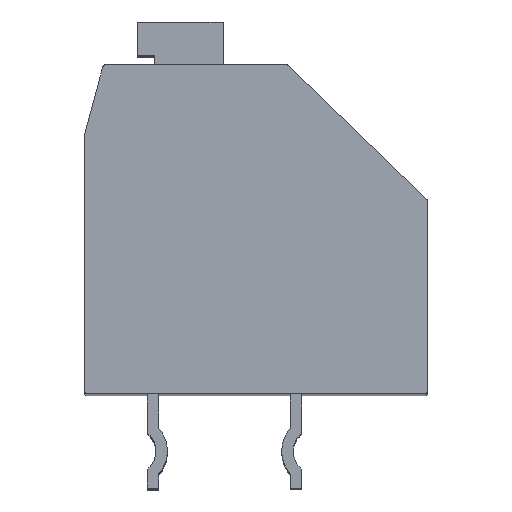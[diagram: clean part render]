
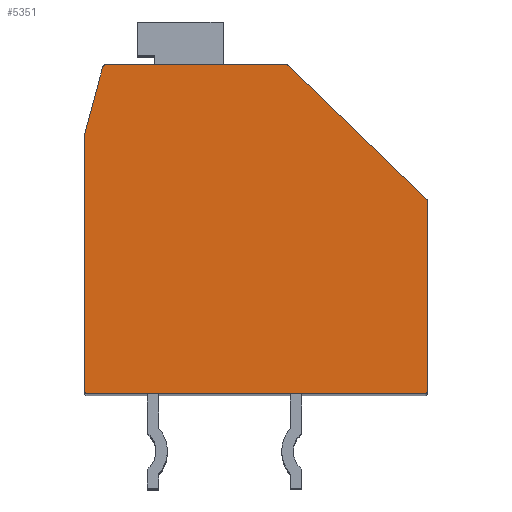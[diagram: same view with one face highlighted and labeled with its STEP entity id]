
A CAD part, top view. The second image highlights one B-rep face of the part: STEP entity #5351.
In plain terms, the highlighted planar face has unit normal (0, 0, 1).
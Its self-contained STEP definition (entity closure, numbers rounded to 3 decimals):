
#327=CARTESIAN_POINT('',(5.9,0.978,2.75));
#328=DIRECTION('',(0.,0.,1.));
#329=DIRECTION('',(1.,0.,0.));
#330=AXIS2_PLACEMENT_3D('',#327,#328,#329);
#332=DIRECTION('',(0.,1.,0.));
#333=VECTOR('',#332,6.628);
#334=CARTESIAN_POINT('',(6.,-5.65,2.75));
#335=LINE('',#334,#333);
#336=CARTESIAN_POINT('',(5.9,-5.65,2.75));
#337=DIRECTION('',(0.,0.,1.));
#338=DIRECTION('',(0.,-1.,0.));
#339=AXIS2_PLACEMENT_3D('',#336,#337,#338);
#341=DIRECTION('',(1.,0.,0.));
#342=VECTOR('',#341,11.8);
#343=CARTESIAN_POINT('',(-5.9,-5.75,2.75));
#344=LINE('',#343,#342);
#345=CARTESIAN_POINT('',(-5.9,-5.65,2.75));
#346=DIRECTION('',(0.,0.,1.));
#347=DIRECTION('',(-1.,0.,0.));
#348=AXIS2_PLACEMENT_3D('',#345,#346,#347);
#350=DIRECTION('',(0.,-1.,0.));
#351=VECTOR('',#350,8.937);
#352=CARTESIAN_POINT('',(-6.,3.287,2.75));
#353=LINE('',#352,#351);
#354=CARTESIAN_POINT('',(-5.9,3.287,2.75));
#355=DIRECTION('',(0.,0.,-1.));
#356=DIRECTION('',(-1.,0.,0.));
#357=AXIS2_PLACEMENT_3D('',#354,#355,#356);
#359=DIRECTION('',(-0.26,-0.966,0.));
#360=VECTOR('',#359,2.447);
#361=CARTESIAN_POINT('',(-5.36,5.676,2.75));
#362=LINE('',#361,#360);
#363=CARTESIAN_POINT('',(-5.263,5.65,2.75));
#364=DIRECTION('',(0.,0.,1.));
#365=DIRECTION('',(0.,1.,0.));
#366=AXIS2_PLACEMENT_3D('',#363,#364,#365);
#368=DIRECTION('',(-1.,0.,0.));
#369=VECTOR('',#368,6.323);
#370=CARTESIAN_POINT('',(1.06,5.75,2.75));
#371=LINE('',#370,#369);
#372=CARTESIAN_POINT('',(1.06,5.65,2.75));
#373=DIRECTION('',(0.,0.,1.));
#374=DIRECTION('',(0.695,0.719,0.));
#375=AXIS2_PLACEMENT_3D('',#372,#373,#374);
#377=DIRECTION('',(-0.719,0.695,0.));
#378=VECTOR('',#377,6.728);
#379=CARTESIAN_POINT('',(5.969,1.049,2.75));
#380=LINE('',#379,#378);
#3908=CARTESIAN_POINT('',(6.,0.978,2.75));
#3909=VERTEX_POINT('',#3908);
#3910=CARTESIAN_POINT('',(5.969,1.049,2.75));
#3911=VERTEX_POINT('',#3910);
#3916=CARTESIAN_POINT('',(5.9,-5.75,2.75));
#3917=VERTEX_POINT('',#3916);
#3918=CARTESIAN_POINT('',(6.,-5.65,2.75));
#3919=VERTEX_POINT('',#3918);
#3924=CARTESIAN_POINT('',(1.129,5.722,2.75));
#3925=CARTESIAN_POINT('',(1.06,5.75,2.75));
#3926=VERTEX_POINT('',#3924);
#3927=VERTEX_POINT('',#3925);
#3928=CARTESIAN_POINT('',(-5.263,5.75,2.75));
#3929=CARTESIAN_POINT('',(-5.36,5.676,2.75));
#3930=VERTEX_POINT('',#3928);
#3931=VERTEX_POINT('',#3929);
#3936=CARTESIAN_POINT('',(-6.,3.287,2.75));
#3938=VERTEX_POINT('',#3936);
#3942=CARTESIAN_POINT('',(-5.997,3.313,2.75));
#3943=VERTEX_POINT('',#3942);
#3948=CARTESIAN_POINT('',(-6.,-5.65,2.75));
#3949=VERTEX_POINT('',#3948);
#3950=CARTESIAN_POINT('',(-5.9,-5.75,2.75));
#3951=VERTEX_POINT('',#3950);
#5329=CARTESIAN_POINT('',(0.,0.,2.75));
#5330=DIRECTION('',(0.,0.,1.));
#5331=DIRECTION('',(1.,0.,0.));
#5332=AXIS2_PLACEMENT_3D('',#5329,#5330,#5331);
#5333=PLANE('',#5332);
#5334=ORIENTED_EDGE('',*,*,#5060,.F.);
#5335=ORIENTED_EDGE('',*,*,#5076,.F.);
#5336=ORIENTED_EDGE('',*,*,#5089,.F.);
#5337=ORIENTED_EDGE('',*,*,#5104,.F.);
#5338=ORIENTED_EDGE('',*,*,#5267,.F.);
#5339=ORIENTED_EDGE('',*,*,#5280,.F.);
#5340=ORIENTED_EDGE('',*,*,#5296,.T.);
#5341=ORIENTED_EDGE('',*,*,#5308,.F.);
#5342=ORIENTED_EDGE('',*,*,#5320,.F.);
#5344=ORIENTED_EDGE('',*,*,#5343,.F.);
#5346=ORIENTED_EDGE('',*,*,#5345,.F.);
#5348=ORIENTED_EDGE('',*,*,#5347,.F.);
#5349=EDGE_LOOP('',(#5334,#5335,#5336,#5337,#5338,#5339,#5340,#5341,#5342,#5344,
#5346,#5348));
#5350=FACE_OUTER_BOUND('',#5349,.F.);
#5351=ADVANCED_FACE('',(#5350),#5333,.T.);
#331=CIRCLE('',#330,0.1);
#340=CIRCLE('',#339,0.1);
#349=CIRCLE('',#348,0.1);
#358=CIRCLE('',#357,0.1);
#367=CIRCLE('',#366,0.1);
#376=CIRCLE('',#375,0.1);
#5060=EDGE_CURVE('',#3909,#3911,#331,.T.);
#5076=EDGE_CURVE('',#3919,#3909,#335,.T.);
#5089=EDGE_CURVE('',#3917,#3919,#340,.T.);
#5104=EDGE_CURVE('',#3951,#3917,#344,.T.);
#5267=EDGE_CURVE('',#3949,#3951,#349,.T.);
#5280=EDGE_CURVE('',#3938,#3949,#353,.T.);
#5296=EDGE_CURVE('',#3938,#3943,#358,.T.);
#5308=EDGE_CURVE('',#3931,#3943,#362,.T.);
#5320=EDGE_CURVE('',#3930,#3931,#367,.T.);
#5343=EDGE_CURVE('',#3927,#3930,#371,.T.);
#5345=EDGE_CURVE('',#3926,#3927,#376,.T.);
#5347=EDGE_CURVE('',#3911,#3926,#380,.T.);
